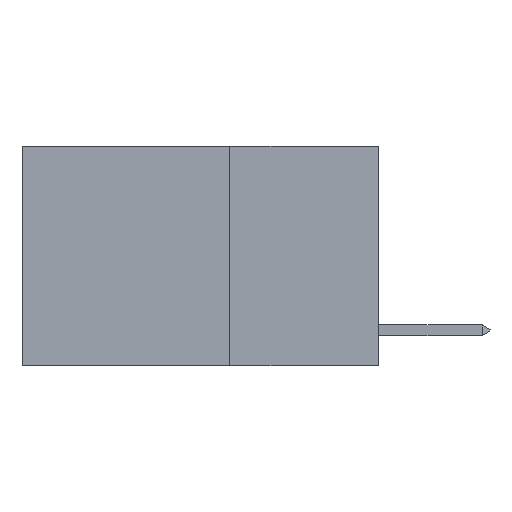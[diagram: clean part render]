
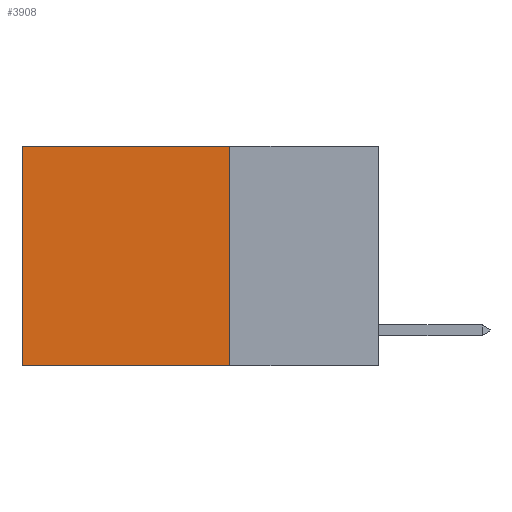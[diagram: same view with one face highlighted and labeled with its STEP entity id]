
A CAD part, left-side view. The second image highlights one B-rep face of the part: STEP entity #3908.
In plain terms, the highlighted planar face has unit normal (-1, 0, 0).
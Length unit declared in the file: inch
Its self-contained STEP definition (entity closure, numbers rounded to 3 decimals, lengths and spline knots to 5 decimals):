
#392 = ORIENTED_EDGE ( 'NONE', *, *, #9608, .T. ) ;
#885 = DIRECTION ( 'NONE',  ( 0., 1., 0. ) ) ;
#1441 = DIRECTION ( 'NONE',  ( 0., 0., -1. ) ) ;
#2909 = VERTEX_POINT ( 'NONE', #23588 ) ;
#3037 = DIRECTION ( 'NONE',  ( 1., 0., 0. ) ) ;
#3151 = CARTESIAN_POINT ( 'NONE',  ( 0.2625, 0.25, 0. ) ) ;
#3429 = FACE_OUTER_BOUND ( 'NONE', #5193, .T. ) ;
#3908 = ADVANCED_FACE ( 'NONE', ( #3429 ), #20694, .F. ) ;
#4567 = VERTEX_POINT ( 'NONE', #19034 ) ;
#4663 = VECTOR ( 'NONE', #885, 39.37008 ) ;
#4732 = ORIENTED_EDGE ( 'NONE', *, *, #14200, .T. ) ;
#5193 = EDGE_LOOP ( 'NONE', ( #392, #21708, #23637, #4732 ) ) ;
#5655 = LINE ( 'NONE', #3151, #9365 ) ;
#6124 = AXIS2_PLACEMENT_3D ( 'NONE', #17013, #3037, #1441 ) ;
#6588 = CARTESIAN_POINT ( 'NONE',  ( 0.2625, 0.6, -0.37 ) ) ;
#7762 = LINE ( 'NONE', #22187, #13734 ) ;
#8961 = DIRECTION ( 'NONE',  ( 0., 0., -1. ) ) ;
#9365 = VECTOR ( 'NONE', #22864, 39.37008 ) ;
#9608 = EDGE_CURVE ( 'NONE', #14257, #24515, #7762, .T. ) ;
#10558 = CARTESIAN_POINT ( 'NONE',  ( 0.2625, 0.25, -0.37 ) ) ;
#11260 = EDGE_CURVE ( 'NONE', #4567, #2909, #13737, .T. ) ;
#12009 = CARTESIAN_POINT ( 'NONE',  ( 0.2625, 0.25, 0. ) ) ;
#12382 = DIRECTION ( 'NONE',  ( 0., 0., -1. ) ) ;
#13376 = LINE ( 'NONE', #10558, #4663 ) ;
#13734 = VECTOR ( 'NONE', #12382, 39.37008 ) ;
#13737 = LINE ( 'NONE', #12009, #18048 ) ;
#14200 = EDGE_CURVE ( 'NONE', #4567, #14257, #5655, .T. ) ;
#14257 = VERTEX_POINT ( 'NONE', #19574 ) ;
#17013 = CARTESIAN_POINT ( 'NONE',  ( 0.2625, 0.25, 0. ) ) ;
#18048 = VECTOR ( 'NONE', #8961, 39.37008 ) ;
#19034 = CARTESIAN_POINT ( 'NONE',  ( 0.2625, 0.25, 0. ) ) ;
#19574 = CARTESIAN_POINT ( 'NONE',  ( 0.2625, 0.6, 0. ) ) ;
#20694 = PLANE ( 'NONE',  #6124 ) ;
#21708 = ORIENTED_EDGE ( 'NONE', *, *, #23846, .F. ) ;
#22187 = CARTESIAN_POINT ( 'NONE',  ( 0.2625, 0.6, 0. ) ) ;
#22864 = DIRECTION ( 'NONE',  ( 0., 1., 0. ) ) ;
#23588 = CARTESIAN_POINT ( 'NONE',  ( 0.2625, 0.25, -0.37 ) ) ;
#23637 = ORIENTED_EDGE ( 'NONE', *, *, #11260, .F. ) ;
#23846 = EDGE_CURVE ( 'NONE', #2909, #24515, #13376, .T. ) ;
#24515 = VERTEX_POINT ( 'NONE', #6588 ) ;
